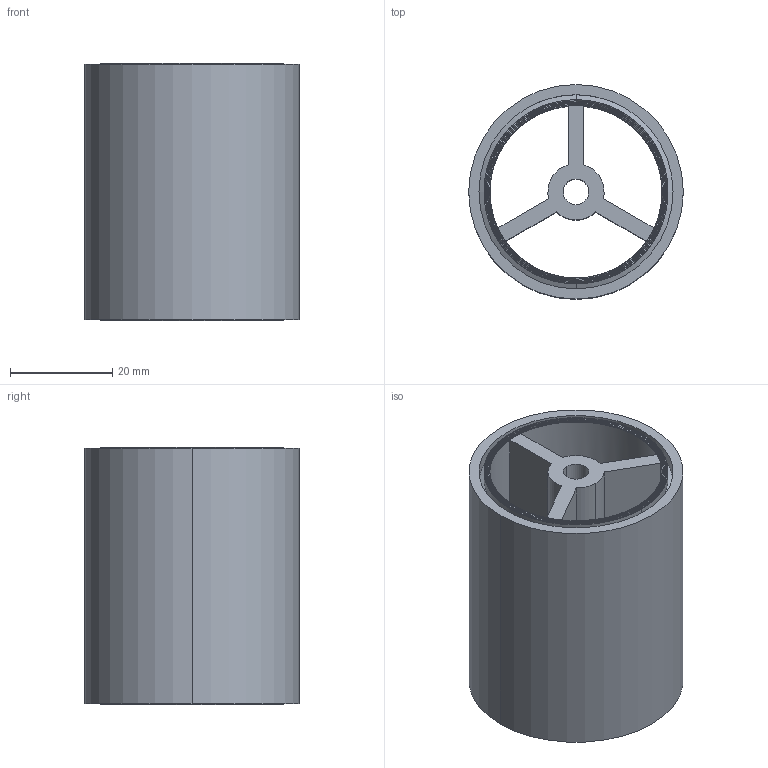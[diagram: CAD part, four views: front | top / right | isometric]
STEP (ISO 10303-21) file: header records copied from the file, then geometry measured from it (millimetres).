
FILE_DESCRIPTION (( 'STEP AP214' ), '1' );
FILE_NAME ('A20_0790-042.STEP', '2022-03-10T09:54:27', ( '' ), ( '' ), 'SwSTEP 2.0', 'SolidWorks 2019', '' );
FILE_SCHEMA (( 'AUTOMOTIVE_DESIGN' ));
Length unit declared in the file: millimetre
Products named in the file (3): A20_0790-042; A20_0302-042.P3.Plast; A20_0790-042.P1
Assembly tree (3 placements, depth 2):
  A20_0790-042
    A20_0790-042.P1
    A20_0302-042.P3.Plast  x2
Bounding box: 42 x 42 x 50.4 mm (x, y, z)
Volume: 23301.1 mm3; surface area: 26943.7 mm2
Topology: 3 solids, 3 shells, 4248 faces, 11706 edges, 7452 vertices
Faces by surface type: bspline 2116, plane 2040, cylinder 48, cone 44
Entity records: 82573 total; most frequent: CARTESIAN_POINT 32882, ORIENTED_EDGE 11718, DIRECTION 8027, EDGE_CURVE 5859, VERTEX_POINT 3730, LINE 3725, VECTOR 3725, AXIS2_PLACEMENT_3D 2151
